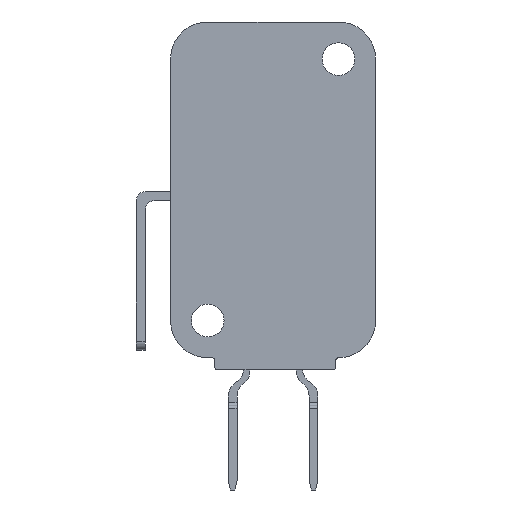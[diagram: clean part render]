
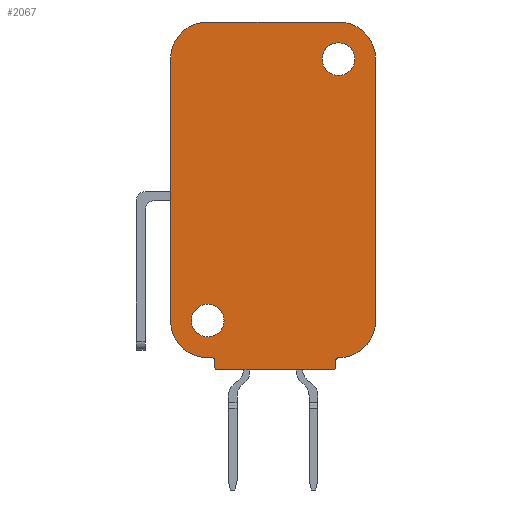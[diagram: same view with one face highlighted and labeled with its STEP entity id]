
A CAD part, front view. The second image highlights one B-rep face of the part: STEP entity #2067.
In plain terms, the highlighted planar face has unit normal (0, -1, 0).
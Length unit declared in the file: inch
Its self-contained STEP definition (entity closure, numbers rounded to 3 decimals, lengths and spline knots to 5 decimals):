
#41=FACE_BOUND('',#319,.T.);
#42=FACE_BOUND('',#320,.T.);
#92=PLANE('',#2275);
#195=FACE_OUTER_BOUND('',#318,.T.);
#318=EDGE_LOOP('',(#1769,#1770,#1771,#1772,#1773,#1774,#1775,#1776,#1777,
#1778,#1779,#1780,#1781,#1782,#1783));
#319=EDGE_LOOP('',(#1784));
#320=EDGE_LOOP('',(#1785));
#342=LINE('',#2929,#525);
#351=LINE('',#2950,#534);
#412=LINE('',#3126,#595);
#491=LINE('',#3393,#674);
#503=LINE('',#3437,#686);
#505=LINE('',#3446,#688);
#506=LINE('',#3450,#689);
#525=VECTOR('',#2331,0.3937);
#534=VECTOR('',#2344,0.3937);
#595=VECTOR('',#2509,0.3937);
#674=VECTOR('',#2794,0.3937);
#686=VECTOR('',#2846,0.3937);
#688=VECTOR('',#2858,0.3937);
#689=VECTOR('',#2863,0.3937);
#702=CIRCLE('',#2100,0.055);
#774=CIRCLE('',#2251,0.01);
#775=CIRCLE('',#2254,0.01);
#780=CIRCLE('',#2269,0.055);
#781=CIRCLE('',#2271,0.01);
#782=CIRCLE('',#2274,0.01);
#783=CIRCLE('',#2276,0.125);
#784=CIRCLE('',#2277,0.125);
#785=CIRCLE('',#2278,0.125);
#786=CIRCLE('',#2279,0.125);
#805=VERTEX_POINT('',#2926);
#806=VERTEX_POINT('',#2928);
#815=VERTEX_POINT('',#2947);
#816=VERTEX_POINT('',#2949);
#820=VERTEX_POINT('',#2959);
#878=VERTEX_POINT('',#3123);
#879=VERTEX_POINT('',#3125);
#953=VERTEX_POINT('',#3385);
#954=VERTEX_POINT('',#3387);
#955=VERTEX_POINT('',#3391);
#964=VERTEX_POINT('',#3427);
#965=VERTEX_POINT('',#3430);
#966=VERTEX_POINT('',#3432);
#967=VERTEX_POINT('',#3436);
#968=VERTEX_POINT('',#3443);
#969=VERTEX_POINT('',#3445);
#970=VERTEX_POINT('',#3448);
#993=EDGE_CURVE('',#806,#805,#342,.T.);
#1003=EDGE_CURVE('',#816,#815,#351,.T.);
#1008=EDGE_CURVE('',#820,#820,#702,.T.);
#1090=EDGE_CURVE('',#878,#879,#412,.T.);
#1216=EDGE_CURVE('',#953,#954,#774,.T.);
#1219=EDGE_CURVE('',#955,#953,#491,.T.);
#1220=EDGE_CURVE('',#879,#955,#775,.T.);
#1236=EDGE_CURVE('',#964,#964,#780,.T.);
#1238=EDGE_CURVE('',#966,#965,#781,.F.);
#1240=EDGE_CURVE('',#966,#967,#503,.T.);
#1242=EDGE_CURVE('',#967,#878,#782,.T.);
#1243=EDGE_CURVE('',#816,#965,#783,.T.);
#1244=EDGE_CURVE('',#968,#815,#784,.T.);
#1245=EDGE_CURVE('',#968,#969,#505,.T.);
#1246=EDGE_CURVE('',#806,#969,#785,.T.);
#1247=EDGE_CURVE('',#970,#805,#786,.T.);
#1248=EDGE_CURVE('',#970,#954,#506,.T.);
#1769=ORIENTED_EDGE('',*,*,#1242,.F.);
#1770=ORIENTED_EDGE('',*,*,#1240,.F.);
#1771=ORIENTED_EDGE('',*,*,#1238,.T.);
#1772=ORIENTED_EDGE('',*,*,#1243,.F.);
#1773=ORIENTED_EDGE('',*,*,#1003,.T.);
#1774=ORIENTED_EDGE('',*,*,#1244,.F.);
#1775=ORIENTED_EDGE('',*,*,#1245,.T.);
#1776=ORIENTED_EDGE('',*,*,#1246,.F.);
#1777=ORIENTED_EDGE('',*,*,#993,.T.);
#1778=ORIENTED_EDGE('',*,*,#1247,.F.);
#1779=ORIENTED_EDGE('',*,*,#1248,.T.);
#1780=ORIENTED_EDGE('',*,*,#1216,.F.);
#1781=ORIENTED_EDGE('',*,*,#1219,.F.);
#1782=ORIENTED_EDGE('',*,*,#1220,.F.);
#1783=ORIENTED_EDGE('',*,*,#1090,.F.);
#1784=ORIENTED_EDGE('',*,*,#1008,.T.);
#1785=ORIENTED_EDGE('',*,*,#1236,.T.);
#2067=ADVANCED_FACE('',(#195,#41,#42),#92,.T.);
#2100=AXIS2_PLACEMENT_3D('',#2960,#2352,#2353);
#2251=AXIS2_PLACEMENT_3D('',#3388,#2788,#2789);
#2254=AXIS2_PLACEMENT_3D('',#3395,#2797,#2798);
#2269=AXIS2_PLACEMENT_3D('',#3428,#2836,#2837);
#2271=AXIS2_PLACEMENT_3D('',#3433,#2841,#2842);
#2274=AXIS2_PLACEMENT_3D('',#3440,#2850,#2851);
#2275=AXIS2_PLACEMENT_3D('',#3441,#2852,#2853);
#2276=AXIS2_PLACEMENT_3D('',#3442,#2854,#2855);
#2277=AXIS2_PLACEMENT_3D('',#3444,#2856,#2857);
#2278=AXIS2_PLACEMENT_3D('',#3447,#2859,#2860);
#2279=AXIS2_PLACEMENT_3D('',#3449,#2861,#2862);
#2331=DIRECTION('',(0.,0.,-1.));
#2344=DIRECTION('',(0.,0.,1.));
#2352=DIRECTION('center_axis',(0.,1.,0.));
#2353=DIRECTION('ref_axis',(1.,0.,0.));
#2509=DIRECTION('',(-1.,0.,0.));
#2788=DIRECTION('center_axis',(0.,-1.,0.));
#2789=DIRECTION('ref_axis',(0.707,0.,0.707));
#2794=DIRECTION('',(0.,0.,1.));
#2797=DIRECTION('center_axis',(0.,1.,0.));
#2798=DIRECTION('ref_axis',(-0.707,0.,-0.707));
#2836=DIRECTION('center_axis',(0.,1.,0.));
#2837=DIRECTION('ref_axis',(1.,0.,0.));
#2841=DIRECTION('center_axis',(0.,-1.,0.));
#2842=DIRECTION('ref_axis',(1.,0.,0.));
#2846=DIRECTION('',(0.,0.,-1.));
#2850=DIRECTION('center_axis',(0.,1.,0.));
#2851=DIRECTION('ref_axis',(0.707,0.,-0.707));
#2852=DIRECTION('center_axis',(0.,-1.,0.));
#2853=DIRECTION('ref_axis',(0.,0.,-1.));
#2854=DIRECTION('center_axis',(0.,1.,0.));
#2855=DIRECTION('ref_axis',(0.707,0.,-0.707));
#2856=DIRECTION('center_axis',(0.,1.,0.));
#2857=DIRECTION('ref_axis',(0.707,0.,0.707));
#2858=DIRECTION('',(-1.,0.,0.));
#2859=DIRECTION('center_axis',(0.,1.,0.));
#2860=DIRECTION('ref_axis',(-0.707,0.,0.707));
#2861=DIRECTION('center_axis',(0.,1.,0.));
#2862=DIRECTION('ref_axis',(-0.707,0.,-0.707));
#2863=DIRECTION('',(1.,0.,0.));
#2926=CARTESIAN_POINT('',(0.18133,-0.4,-1.14812));
#2928=CARTESIAN_POINT('',(0.18133,-0.4,-0.2687));
#2929=CARTESIAN_POINT('',(0.18133,-0.4,-1.27312));
#2947=CARTESIAN_POINT('',(0.87133,-0.4,-0.2687));
#2949=CARTESIAN_POINT('',(0.87133,-0.4,-1.14812));
#2950=CARTESIAN_POINT('',(0.87133,-0.4,-0.1437));
#2959=CARTESIAN_POINT('',(0.25133,-0.4,-1.14812));
#2960=CARTESIAN_POINT('Origin',(0.30633,-0.4,-1.14812));
#3123=CARTESIAN_POINT('',(0.72696,-0.4,-1.3137));
#3125=CARTESIAN_POINT('',(0.34023,-0.4,-1.3137));
#3126=CARTESIAN_POINT('',(0.43191,-0.4,-1.3137));
#3385=CARTESIAN_POINT('',(0.33023,-0.4,-1.28312));
#3387=CARTESIAN_POINT('',(0.32023,-0.4,-1.27312));
#3388=CARTESIAN_POINT('Origin',(0.32023,-0.4,-1.28312));
#3391=CARTESIAN_POINT('',(0.33023,-0.4,-1.3037));
#3393=CARTESIAN_POINT('',(0.33023,-0.4,-1.28326));
#3395=CARTESIAN_POINT('Origin',(0.34023,-0.4,-1.3037));
#3427=CARTESIAN_POINT('',(0.69133,-0.4,-0.2687));
#3428=CARTESIAN_POINT('Origin',(0.74633,-0.4,-0.2687));
#3430=CARTESIAN_POINT('',(0.74692,-0.4,-1.27312));
#3432=CARTESIAN_POINT('',(0.73696,-0.4,-1.28312));
#3433=CARTESIAN_POINT('Origin',(0.74696,-0.4,-1.28312));
#3436=CARTESIAN_POINT('',(0.73696,-0.4,-1.3037));
#3437=CARTESIAN_POINT('',(0.73696,-0.4,-1.30356));
#3440=CARTESIAN_POINT('Origin',(0.72696,-0.4,-1.3037));
#3441=CARTESIAN_POINT('Origin',(0.73515,-0.4,-0.28715));
#3442=CARTESIAN_POINT('Origin',(0.74633,-0.4,-1.14812));
#3443=CARTESIAN_POINT('',(0.74633,-0.4,-0.1437));
#3444=CARTESIAN_POINT('Origin',(0.74633,-0.4,-0.2687));
#3445=CARTESIAN_POINT('',(0.30633,-0.4,-0.1437));
#3446=CARTESIAN_POINT('',(0.18133,-0.4,-0.1437));
#3447=CARTESIAN_POINT('Origin',(0.30633,-0.4,-0.2687));
#3448=CARTESIAN_POINT('',(0.30633,-0.4,-1.27312));
#3449=CARTESIAN_POINT('Origin',(0.30633,-0.4,-1.14812));
#3450=CARTESIAN_POINT('',(0.87133,-0.4,-1.27312));
